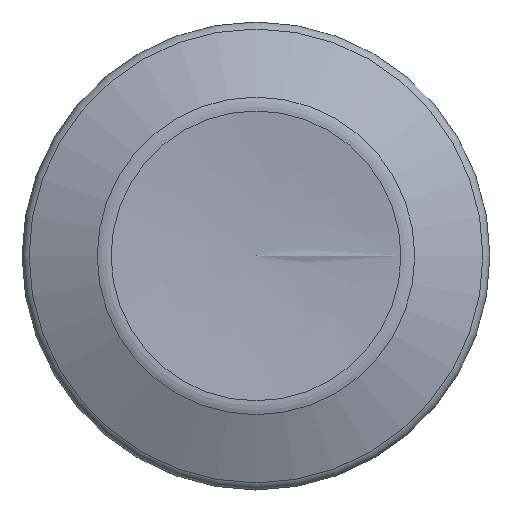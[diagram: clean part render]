
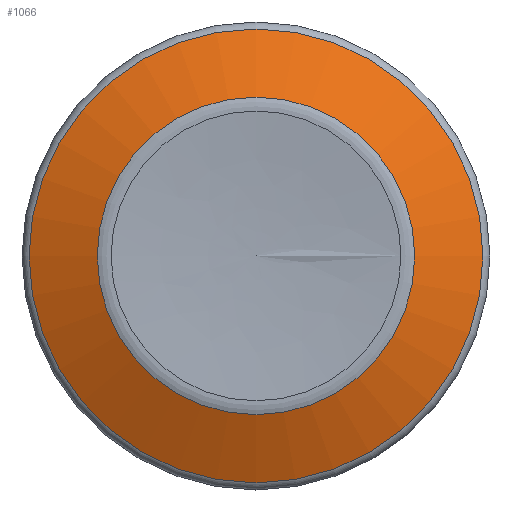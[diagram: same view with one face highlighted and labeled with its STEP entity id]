
A CAD part, top view. The second image highlights one B-rep face of the part: STEP entity #1066.
In plain terms, the highlighted conical face has half-angle 66.457 degrees and reference radius 13.572 mm.
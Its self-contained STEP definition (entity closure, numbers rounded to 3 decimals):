
#207=CONICAL_SURFACE('',#8323,13.572,66.457);
#554=FACE_BOUND('',#1918,.T.);
#555=FACE_BOUND('',#1919,.T.);
#1066=ADVANCED_FACE('',(#554,#555),#207,.T.);
#1918=EDGE_LOOP('',(#4998));
#1919=EDGE_LOOP('',(#4999));
#4998=ORIENTED_EDGE('',*,*,#7071,.T.);
#4999=ORIENTED_EDGE('',*,*,#7070,.F.);
#5870=VERTEX_POINT('',#14400);
#5871=VERTEX_POINT('',#14403);
#7070=EDGE_CURVE('',#5870,#5870,#7527,.T.);
#7071=EDGE_CURVE('',#5871,#5871,#7528,.T.);
#7527=CIRCLE('',#8320,13.572);
#7528=CIRCLE('',#8322,19.399);
#8320=AXIS2_PLACEMENT_3D('',#14399,#10416,#10417);
#8322=AXIS2_PLACEMENT_3D('',#14402,#10420,#10421);
#8323=AXIS2_PLACEMENT_3D('',#14404,#10422,#10423);
#10416=DIRECTION('',(0.,0.,1.));
#10417=DIRECTION('',(0.,1.,0.));
#10420=DIRECTION('',(0.,0.,1.));
#10421=DIRECTION('',(0.,1.,0.));
#10422=DIRECTION('',(0.,0.,-1.));
#10423=DIRECTION('',(0.,1.,0.));
#14399=CARTESIAN_POINT('',(0.,0.,63.601));
#14400=CARTESIAN_POINT('',(0.,13.572,63.601));
#14402=CARTESIAN_POINT('',(0.,0.,61.062));
#14403=CARTESIAN_POINT('',(0.,19.399,61.062));
#14404=CARTESIAN_POINT('',(0.,0.,63.601));
